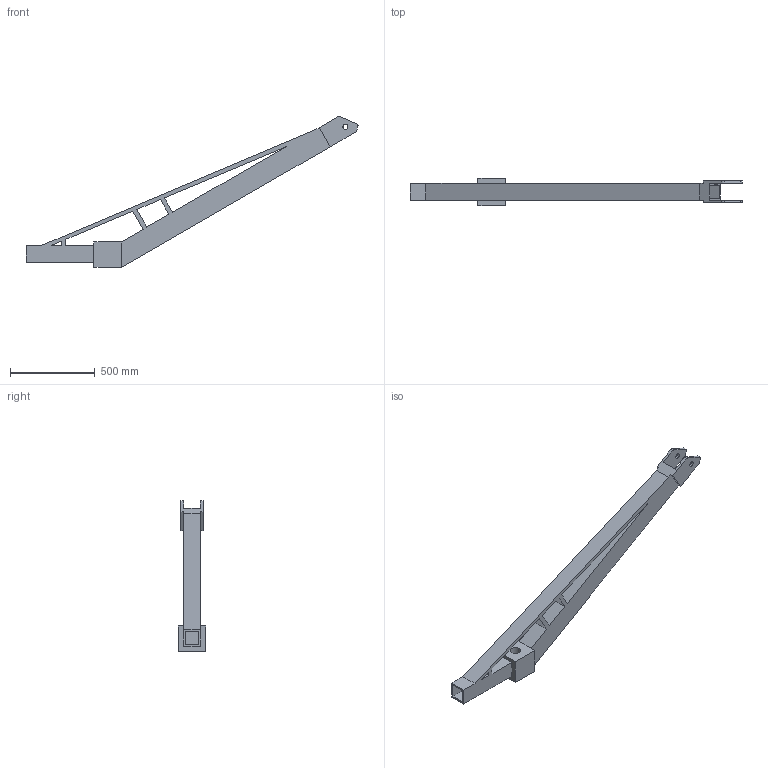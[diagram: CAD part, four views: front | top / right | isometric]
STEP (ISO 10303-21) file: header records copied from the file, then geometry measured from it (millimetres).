
FILE_DESCRIPTION(/* description */ (''),/* implementation_level */ '2;1');
FILE_NAME(/* name */ 'kepala 30c.stp',/* time_stamp */ '2019-07-08T08:19:57+07:00',/* author */ ('BARLY'),/* organization */ (''),/* preprocessor_version */ 'ST-DEVELOPER v18',/* originating_system */ 'Autodesk Inventor 2020',/* authorisation */ '');
FILE_SCHEMA (('AUTOMOTIVE_DESIGN { 1 0 10303 214 3 1 1 }'));
Length unit declared in the file: millimetre
Products named in the file (1): kepala 30c
Bounding box: 1953.62 x 160 x 888.22 mm (x, y, z)
Volume: 15687764.5 mm3; surface area: 2171912.6 mm2
Topology: 1 solids, 1 shells, 64 faces, 177 edges, 116 vertices
Faces by surface type: plane 57, cylinder 7
Full cylindrical faces by diameter (mm): 30 x2, 60 x1
Entity records: 2076 total; most frequent: CARTESIAN_POINT 358, ORIENTED_EDGE 354, DIRECTION 321, EDGE_CURVE 177, LINE 163, VECTOR 163, VERTEX_POINT 116, EDGE_LOOP 79
